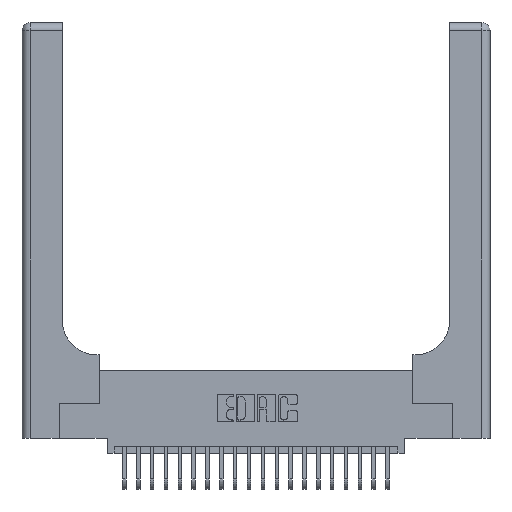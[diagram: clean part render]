
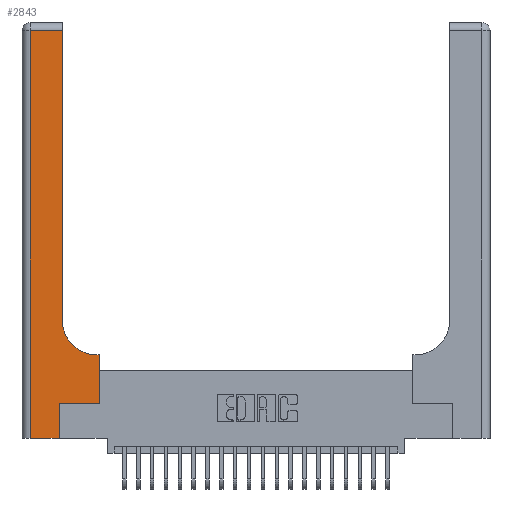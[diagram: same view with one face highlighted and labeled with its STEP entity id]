
A CAD part, top view. The second image highlights one B-rep face of the part: STEP entity #2843.
In plain terms, the highlighted planar face has unit normal (0, 0, 1).
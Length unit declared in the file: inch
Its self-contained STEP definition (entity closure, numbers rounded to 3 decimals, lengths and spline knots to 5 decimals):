
#122 = LINE ( 'NONE', #17677, #8733 ) ;
#349 = ORIENTED_EDGE ( 'NONE', *, *, #22678, .T. ) ;
#875 = CARTESIAN_POINT ( 'NONE',  ( 0.06, 0., 0.37 ) ) ;
#909 = DIRECTION ( 'NONE',  ( 1., 0., 0. ) ) ;
#1029 = CARTESIAN_POINT ( 'NONE',  ( 0.5585, 0.25, 0.37 ) ) ;
#1304 = LINE ( 'NONE', #1898, #11011 ) ;
#1362 = EDGE_CURVE ( 'NONE', #1429, #4056, #12082, .T. ) ;
#1429 = VERTEX_POINT ( 'NONE', #15653 ) ;
#1551 = EDGE_CURVE ( 'NONE', #4056, #17369, #122, .T. ) ;
#1619 = VERTEX_POINT ( 'NONE', #16035 ) ;
#1756 = DIRECTION ( 'NONE',  ( 0., 0., -1. ) ) ;
#1898 = CARTESIAN_POINT ( 'NONE',  ( 0.269, 0.25, 0.37 ) ) ;
#1961 = EDGE_LOOP ( 'NONE', ( #12425, #13915, #2064, #11979, #2052, #13676, #349, #7892, #16291 ) ) ;
#2052 = ORIENTED_EDGE ( 'NONE', *, *, #7928, .T. ) ;
#2064 = ORIENTED_EDGE ( 'NONE', *, *, #1551, .T. ) ;
#2843 = ADVANCED_FACE ( 'NONE', ( #6115 ), #7216, .F. ) ;
#2894 = DIRECTION ( 'NONE',  ( -1., 0., 0. ) ) ;
#3275 = EDGE_CURVE ( 'NONE', #4332, #1429, #20937, .T. ) ;
#3511 = DIRECTION ( 'NONE',  ( -1., 0., 0. ) ) ;
#4056 = VERTEX_POINT ( 'NONE', #21581 ) ;
#4332 = VERTEX_POINT ( 'NONE', #18469 ) ;
#4727 = DIRECTION ( 'NONE',  ( 0., 1., 0. ) ) ;
#5487 = CARTESIAN_POINT ( 'NONE',  ( 0.5585, 0.25, 0.37 ) ) ;
#5635 = LINE ( 'NONE', #8227, #10967 ) ;
#6031 = LINE ( 'NONE', #1029, #14981 ) ;
#6115 = FACE_OUTER_BOUND ( 'NONE', #1961, .T. ) ;
#6359 = EDGE_CURVE ( 'NONE', #1619, #8652, #19391, .T. ) ;
#6951 = DIRECTION ( 'NONE',  ( 0., -1., 0. ) ) ;
#6997 = EDGE_CURVE ( 'NONE', #23200, #14296, #1304, .T. ) ;
#7216 = PLANE ( 'NONE',  #11322 ) ;
#7616 = LINE ( 'NONE', #18951, #12899 ) ;
#7892 = ORIENTED_EDGE ( 'NONE', *, *, #6359, .T. ) ;
#7908 = VECTOR ( 'NONE', #2894, 39.37008 ) ;
#7928 = EDGE_CURVE ( 'NONE', #20244, #23200, #5635, .T. ) ;
#8227 = CARTESIAN_POINT ( 'NONE',  ( 0.269, 0., 0.37 ) ) ;
#8652 = VERTEX_POINT ( 'NONE', #13706 ) ;
#8733 = VECTOR ( 'NONE', #6951, 39.37008 ) ;
#10793 = DIRECTION ( 'NONE',  ( 1., 0., 0. ) ) ;
#10820 = CARTESIAN_POINT ( 'NONE',  ( 0.5415, 0.85, 0.37 ) ) ;
#10967 = VECTOR ( 'NONE', #11819, 39.37008 ) ;
#11011 = VECTOR ( 'NONE', #10793, 39.37008 ) ;
#11145 = EDGE_CURVE ( 'NONE', #17369, #20244, #7616, .T. ) ;
#11322 = AXIS2_PLACEMENT_3D ( 'NONE', #12567, #1756, #14377 ) ;
#11419 = VECTOR ( 'NONE', #17294, 39.37008 ) ;
#11819 = DIRECTION ( 'NONE',  ( 0., 1., 0. ) ) ;
#11979 = ORIENTED_EDGE ( 'NONE', *, *, #11145, .T. ) ;
#12082 = LINE ( 'NONE', #13638, #7908 ) ;
#12425 = ORIENTED_EDGE ( 'NONE', *, *, #3275, .T. ) ;
#12458 = CARTESIAN_POINT ( 'NONE',  ( 0.2915, 0.6, 0.37 ) ) ;
#12567 = CARTESIAN_POINT ( 'NONE',  ( 0., 3., 0.37 ) ) ;
#12568 = DIRECTION ( 'NONE',  ( 1., 0., 0. ) ) ;
#12899 = VECTOR ( 'NONE', #909, 39.37008 ) ;
#13280 = CARTESIAN_POINT ( 'NONE',  ( 0.269, 0., 0.37 ) ) ;
#13467 = VECTOR ( 'NONE', #3511, 39.37008 ) ;
#13638 = CARTESIAN_POINT ( 'NONE',  ( 0., 2.94, 0.37 ) ) ;
#13663 = CARTESIAN_POINT ( 'NONE',  ( 0.269, 0.25, 0.37 ) ) ;
#13676 = ORIENTED_EDGE ( 'NONE', *, *, #6997, .T. ) ;
#13706 = CARTESIAN_POINT ( 'NONE',  ( 0.5415, 0.6, 0.37 ) ) ;
#13915 = ORIENTED_EDGE ( 'NONE', *, *, #1362, .T. ) ;
#14282 = EDGE_CURVE ( 'NONE', #8652, #4332, #17868, .T. ) ;
#14296 = VERTEX_POINT ( 'NONE', #5487 ) ;
#14377 = DIRECTION ( 'NONE',  ( -1., 0., 0. ) ) ;
#14981 = VECTOR ( 'NONE', #4727, 39.37008 ) ;
#15653 = CARTESIAN_POINT ( 'NONE',  ( 0.2915, 2.94, 0.37 ) ) ;
#16035 = CARTESIAN_POINT ( 'NONE',  ( 0.5585, 0.6, 0.37 ) ) ;
#16291 = ORIENTED_EDGE ( 'NONE', *, *, #14282, .T. ) ;
#16318 = AXIS2_PLACEMENT_3D ( 'NONE', #10820, #23345, #12568 ) ;
#17294 = DIRECTION ( 'NONE',  ( 0., 1., 0. ) ) ;
#17369 = VERTEX_POINT ( 'NONE', #875 ) ;
#17677 = CARTESIAN_POINT ( 'NONE',  ( 0.06, 3., 0.37 ) ) ;
#17868 = CIRCLE ( 'NONE', #16318, 0.25 ) ;
#18469 = CARTESIAN_POINT ( 'NONE',  ( 0.2915, 0.85, 0.37 ) ) ;
#18951 = CARTESIAN_POINT ( 'NONE',  ( 0., 0., 0.37 ) ) ;
#19391 = LINE ( 'NONE', #12458, #13467 ) ;
#20244 = VERTEX_POINT ( 'NONE', #13280 ) ;
#20937 = LINE ( 'NONE', #22609, #11419 ) ;
#21581 = CARTESIAN_POINT ( 'NONE',  ( 0.06, 2.94, 0.37 ) ) ;
#22609 = CARTESIAN_POINT ( 'NONE',  ( 0.2915, 3., 0.37 ) ) ;
#22678 = EDGE_CURVE ( 'NONE', #14296, #1619, #6031, .T. ) ;
#23200 = VERTEX_POINT ( 'NONE', #13663 ) ;
#23345 = DIRECTION ( 'NONE',  ( 0., 0., -1. ) ) ;
